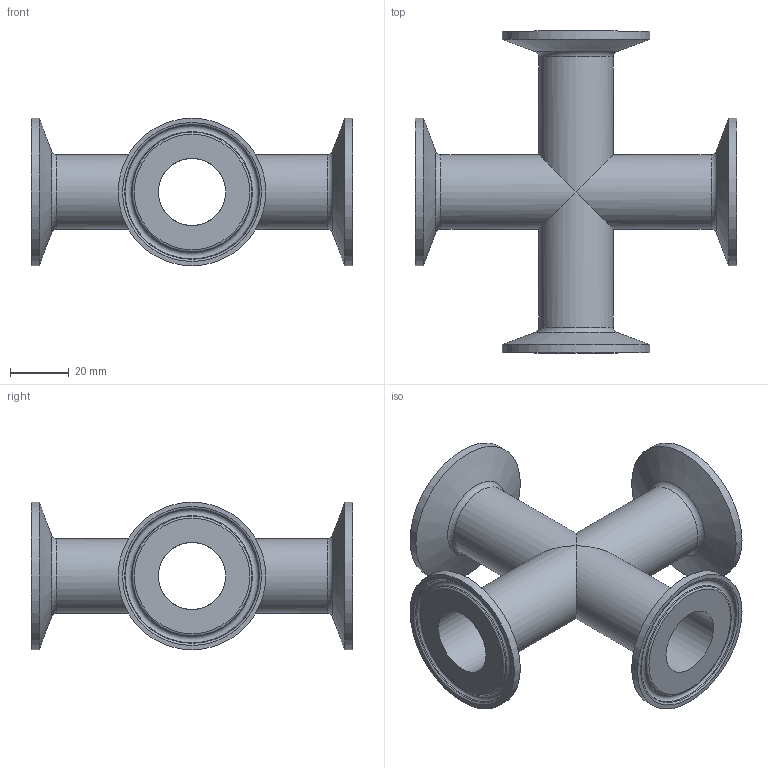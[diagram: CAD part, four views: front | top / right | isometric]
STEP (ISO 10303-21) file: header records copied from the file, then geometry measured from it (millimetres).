
FILE_DESCRIPTION(/* description */ (''),/* implementation_level */ '2;1');
FILE_NAME(/* name */ '9MD 10.stp',/* time_stamp */ '2022-04-11T13:27:18+09:00',/* author */ ('3dcad-eng'),/* organization */ (''),/* preprocessor_version */ 'ST-DEVELOPER v18.1',/* originating_system */ 'Autodesk Inventor 2022',/* authorisation */ '');
FILE_SCHEMA (('AUTOMOTIVE_DESIGN { 1 0 10303 214 3 1 1 }'));
Length unit declared in the file: millimetre
Products named in the file (1): 9MD 10
Bounding box: 110 x 110 x 50.5 mm (x, y, z)
Volume: 44678.1 mm3; surface area: 41626.4 mm2
Topology: 1 solids, 1 shells, 48 faces, 122 edges, 78 vertices
Faces by surface type: torus 16, cone 12, cylinder 12, plane 8
Full cylindrical faces by diameter (mm): 23 x4, 25.4 x4, 50.5 x4
Entity records: 1557 total; most frequent: DIRECTION 318, CARTESIAN_POINT 249, ORIENTED_EDGE 244, AXIS2_PLACEMENT_3D 147, EDGE_CURVE 122, CIRCLE 84, VERTEX_POINT 78, EDGE_LOOP 56
